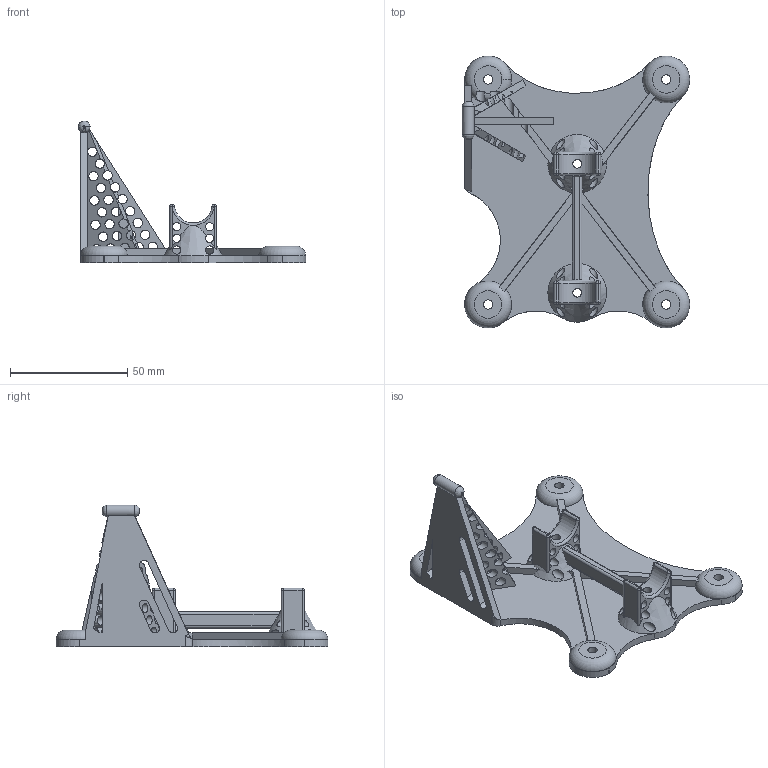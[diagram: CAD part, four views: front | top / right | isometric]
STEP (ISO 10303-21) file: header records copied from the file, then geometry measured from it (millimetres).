
FILE_DESCRIPTION(('FreeCAD Model'),'2;1');
FILE_NAME('Open CASCADE Shape Model','2025-11-20T22:26:10',(''),(''), 'Open CASCADE STEP processor 7.6','FreeCAD','Unknown');
FILE_SCHEMA(('AUTOMOTIVE_DESIGN { 1 0 10303 214 1 1 1 1 }'));
Length unit declared in the file: millimetre
Products named in the file (1): module_jaw_holder
Bounding box: 97 x 116 x 60.5 mm (x, y, z)
Volume: 45222.2 mm3; surface area: 33441.4 mm2
Topology: 1 solids, 1 shells, 301 faces, 916 edges, 580 vertices
Faces by surface type: cylinder 144, plane 111, sphere 16, torus 9, bspline 8, revolution 7, extrusion 3, cone 3
Full cylindrical faces by diameter (mm): 3.5 x12, 3.7 x2, 4 x61, 5 x1, 10 x2
Entity records: 15075 total; most frequent: CARTESIAN_POINT 6511, DIRECTION 1828, ORIENTED_EDGE 1776, EDGE_CURVE 888, AXIS2_PLACEMENT_3D 742, VERTEX_POINT 574, FACE_BOUND 448, EDGE_LOOP 448
